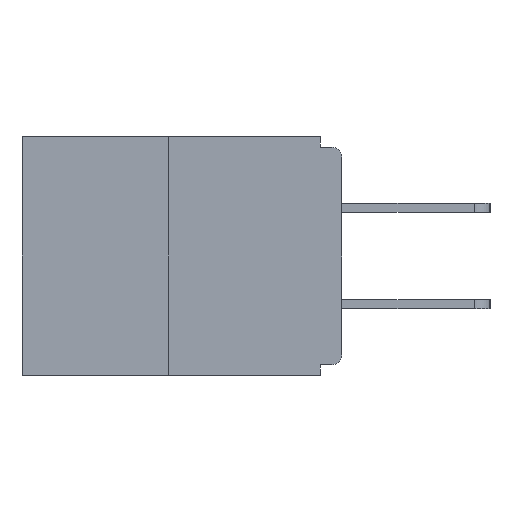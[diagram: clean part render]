
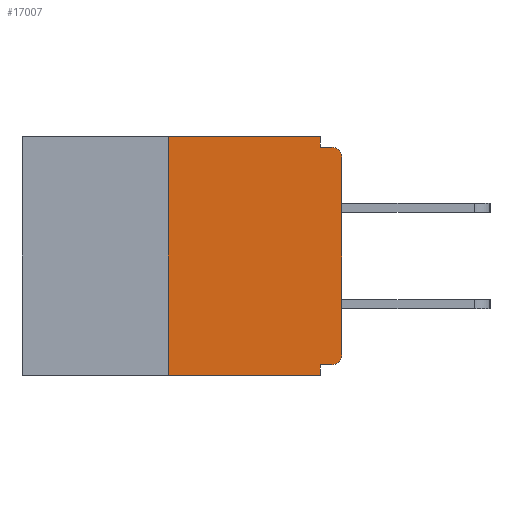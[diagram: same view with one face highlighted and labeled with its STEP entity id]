
A CAD part, left-side view. The second image highlights one B-rep face of the part: STEP entity #17007.
In plain terms, the highlighted planar face has unit normal (-1, 0, 0).
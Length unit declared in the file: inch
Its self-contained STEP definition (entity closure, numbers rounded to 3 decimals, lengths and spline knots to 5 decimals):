
#99 = AXIS2_PLACEMENT_3D ( 'NONE', #11621, #19309, #5906 ) ;
#250 = VECTOR ( 'NONE', #4627, 39.37008 ) ;
#444 = CARTESIAN_POINT ( 'NONE',  ( 0., 0., -0.328 ) ) ;
#493 = EDGE_CURVE ( 'NONE', #1420, #9009, #17955, .T. ) ;
#1126 = CARTESIAN_POINT ( 'NONE',  ( 0., 0.031, -0.015 ) ) ;
#1293 = VERTEX_POINT ( 'NONE', #14975 ) ;
#1420 = VERTEX_POINT ( 'NONE', #17320 ) ;
#1760 = ORIENTED_EDGE ( 'NONE', *, *, #493, .T. ) ;
#2285 = DIRECTION ( 'NONE',  ( 0., -1., 0. ) ) ;
#2388 = LINE ( 'NONE', #444, #22103 ) ;
#2474 = DIRECTION ( 'NONE',  ( 0., 0., 1. ) ) ;
#2477 = CARTESIAN_POINT ( 'NONE',  ( 0., 0.25, 0. ) ) ;
#2537 = ORIENTED_EDGE ( 'NONE', *, *, #19087, .F. ) ;
#3099 = VECTOR ( 'NONE', #14939, 39.37008 ) ;
#3114 = VECTOR ( 'NONE', #2474, 39.37008 ) ;
#3312 = ORIENTED_EDGE ( 'NONE', *, *, #20278, .F. ) ;
#3790 = CARTESIAN_POINT ( 'NONE',  ( 0., 0.031, -0.343 ) ) ;
#4250 = VERTEX_POINT ( 'NONE', #20730 ) ;
#4427 = VERTEX_POINT ( 'NONE', #13467 ) ;
#4535 = CARTESIAN_POINT ( 'NONE',  ( 0., 0., 0. ) ) ;
#4627 = DIRECTION ( 'NONE',  ( 0., 0., -1. ) ) ;
#5014 = DIRECTION ( 'NONE',  ( 0., 0., 1. ) ) ;
#5031 = EDGE_CURVE ( 'NONE', #24890, #10042, #18517, .T. ) ;
#5241 = LINE ( 'NONE', #24820, #3099 ) ;
#5906 = DIRECTION ( 'NONE',  ( 0., 0., -1. ) ) ;
#6154 = EDGE_CURVE ( 'NONE', #1420, #10419, #13196, .T. ) ;
#6417 = AXIS2_PLACEMENT_3D ( 'NONE', #23417, #13681, #25247 ) ;
#8459 = DIRECTION ( 'NONE',  ( -1., 0., 0. ) ) ;
#8945 = ORIENTED_EDGE ( 'NONE', *, *, #11307, .F. ) ;
#9009 = VERTEX_POINT ( 'NONE', #3790 ) ;
#9759 = VECTOR ( 'NONE', #2285, 39.37008 ) ;
#10042 = VERTEX_POINT ( 'NONE', #1126 ) ;
#10419 = VERTEX_POINT ( 'NONE', #2477 ) ;
#10637 = ORIENTED_EDGE ( 'NONE', *, *, #5031, .F. ) ;
#10731 = ORIENTED_EDGE ( 'NONE', *, *, #6154, .F. ) ;
#11303 = EDGE_CURVE ( 'NONE', #11419, #18673, #17500, .T. ) ;
#11307 = EDGE_CURVE ( 'NONE', #11419, #4250, #2388, .T. ) ;
#11419 = VERTEX_POINT ( 'NONE', #22492 ) ;
#11621 = CARTESIAN_POINT ( 'NONE',  ( 0., 0.46, 0. ) ) ;
#11991 = CARTESIAN_POINT ( 'NONE',  ( 0., 0.46, -0.343 ) ) ;
#12484 = VECTOR ( 'NONE', #21382, 39.37008 ) ;
#13196 = LINE ( 'NONE', #14871, #18041 ) ;
#13467 = CARTESIAN_POINT ( 'NONE',  ( 0., 0., -0.03 ) ) ;
#13681 = DIRECTION ( 'NONE',  ( -1., 0., 0. ) ) ;
#13699 = FACE_OUTER_BOUND ( 'NONE', #21631, .T. ) ;
#14424 = DIRECTION ( 'NONE',  ( 0., 1., 0. ) ) ;
#14871 = CARTESIAN_POINT ( 'NONE',  ( 0., 0.25, 0. ) ) ;
#14939 = DIRECTION ( 'NONE',  ( 0., -1., 0. ) ) ;
#14975 = CARTESIAN_POINT ( 'NONE',  ( 0., 0.015, -0.015 ) ) ;
#15748 = ORIENTED_EDGE ( 'NONE', *, *, #23064, .T. ) ;
#16076 = EDGE_CURVE ( 'NONE', #4250, #9009, #18602, .T. ) ;
#17007 = ADVANCED_FACE ( 'NONE', ( #13699 ), #19427, .F. ) ;
#17197 = CARTESIAN_POINT ( 'NONE',  ( 0., 0.031, 0. ) ) ;
#17320 = CARTESIAN_POINT ( 'NONE',  ( 0., 0.25, -0.343 ) ) ;
#17342 = LINE ( 'NONE', #22926, #12484 ) ;
#17439 = VECTOR ( 'NONE', #18471, 39.37008 ) ;
#17500 = CIRCLE ( 'NONE', #20418, 0.015 ) ;
#17955 = LINE ( 'NONE', #11991, #9759 ) ;
#18041 = VECTOR ( 'NONE', #5014, 39.37008 ) ;
#18427 = CIRCLE ( 'NONE', #6417, 0.015 ) ;
#18471 = DIRECTION ( 'NONE',  ( 0., 0., -1. ) ) ;
#18517 = LINE ( 'NONE', #22560, #250 ) ;
#18602 = LINE ( 'NONE', #22765, #17439 ) ;
#18673 = VERTEX_POINT ( 'NONE', #21217 ) ;
#18699 = ORIENTED_EDGE ( 'NONE', *, *, #24916, .T. ) ;
#19087 = EDGE_CURVE ( 'NONE', #10042, #1293, #5241, .T. ) ;
#19309 = DIRECTION ( 'NONE',  ( 1., 0., 0. ) ) ;
#19427 = PLANE ( 'NONE',  #99 ) ;
#20161 = CARTESIAN_POINT ( 'NONE',  ( 0., 0.015, -0.313 ) ) ;
#20247 = LINE ( 'NONE', #4535, #3114 ) ;
#20272 = ORIENTED_EDGE ( 'NONE', *, *, #16076, .F. ) ;
#20278 = EDGE_CURVE ( 'NONE', #10419, #24890, #17342, .T. ) ;
#20418 = AXIS2_PLACEMENT_3D ( 'NONE', #20161, #8459, #24301 ) ;
#20730 = CARTESIAN_POINT ( 'NONE',  ( 0., 0.031, -0.328 ) ) ;
#21217 = CARTESIAN_POINT ( 'NONE',  ( 0., 0., -0.313 ) ) ;
#21382 = DIRECTION ( 'NONE',  ( 0., -1., 0. ) ) ;
#21631 = EDGE_LOOP ( 'NONE', ( #3312, #10731, #1760, #20272, #8945, #22641, #15748, #18699, #2537, #10637 ) ) ;
#22103 = VECTOR ( 'NONE', #14424, 39.37008 ) ;
#22492 = CARTESIAN_POINT ( 'NONE',  ( 0., 0.015, -0.328 ) ) ;
#22560 = CARTESIAN_POINT ( 'NONE',  ( 0., 0.031, 0. ) ) ;
#22641 = ORIENTED_EDGE ( 'NONE', *, *, #11303, .T. ) ;
#22765 = CARTESIAN_POINT ( 'NONE',  ( 0., 0.031, -0.343 ) ) ;
#22926 = CARTESIAN_POINT ( 'NONE',  ( 0., 0.46, 0. ) ) ;
#23064 = EDGE_CURVE ( 'NONE', #18673, #4427, #20247, .T. ) ;
#23417 = CARTESIAN_POINT ( 'NONE',  ( 0., 0.015, -0.03 ) ) ;
#24301 = DIRECTION ( 'NONE',  ( 0., 0., -1. ) ) ;
#24820 = CARTESIAN_POINT ( 'NONE',  ( 0., 0., -0.015 ) ) ;
#24890 = VERTEX_POINT ( 'NONE', #17197 ) ;
#24916 = EDGE_CURVE ( 'NONE', #4427, #1293, #18427, .T. ) ;
#25247 = DIRECTION ( 'NONE',  ( 0., 0., -1. ) ) ;
